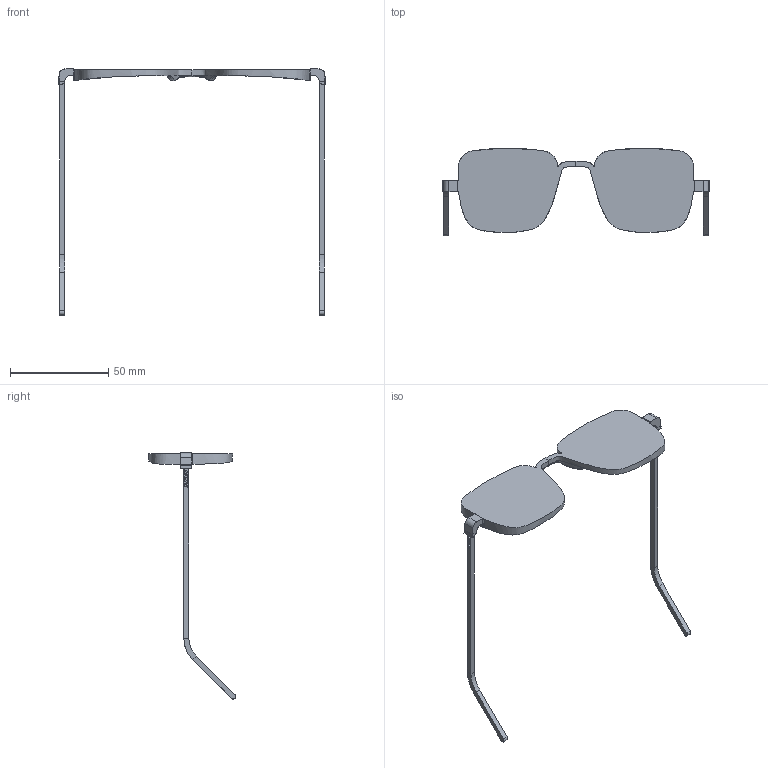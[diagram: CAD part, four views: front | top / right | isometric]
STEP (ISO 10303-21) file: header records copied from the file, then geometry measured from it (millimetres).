
FILE_DESCRIPTION(('FreeCAD Model'),'2;1');
FILE_NAME('Open CASCADE Shape Model','2025-04-27T17:06:27',('FreeCAD'),( 'FreeCAD'),'Open CASCADE STEP processor 7.6','FreeCAD','Unknown');
FILE_SCHEMA(('AUTOMOTIVE_DESIGN { 1 0 10303 214 1 1 1 1 }'));
Length unit declared in the file: millimetre
Products named in the file (1): Open CASCADE STEP translator 7.6 1
Bounding box: 136.07 x 44.33 x 125.06 mm (x, y, z)
Surface area: 12453.3 mm2 (no closed solid volume)
Topology: 0 solids, 5 shells, 206 faces, 543 edges, 352 vertices
Faces by surface type: bspline 206
Entity records: 9274 total; most frequent: CARTESIAN_POINT 5987, ORIENTED_EDGE 1078, EDGE_CURVE 543, B_SPLINE_CURVE_WITH_KNOTS 484, VERTEX_POINT 352, FACE_BOUND 213, EDGE_LOOP 213, ADVANCED_FACE 206
